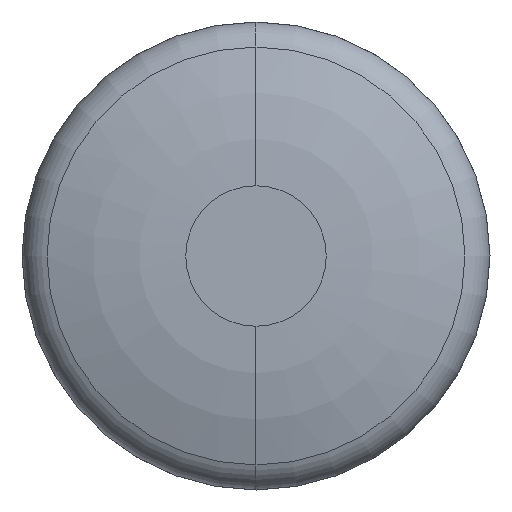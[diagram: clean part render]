
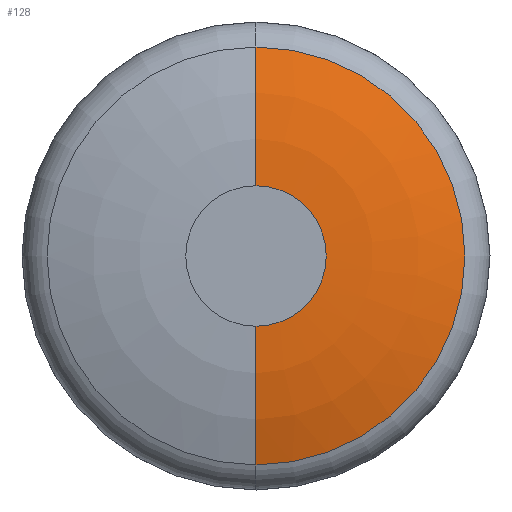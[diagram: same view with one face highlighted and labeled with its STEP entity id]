
A CAD part, front view. The second image highlights one B-rep face of the part: STEP entity #128.
In plain terms, the highlighted toroidal (fillet/blend) face has major radius 0.953 mm and minor radius 5.715 mm.
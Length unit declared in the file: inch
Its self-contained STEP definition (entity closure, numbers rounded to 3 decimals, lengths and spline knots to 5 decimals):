
#54 = CARTESIAN_POINT ( 'NONE',  ( 0., 0., -0.0375 ) ) ;
#93 = CARTESIAN_POINT ( 'NONE',  ( 0., 0.225, -0.0375 ) ) ;
#100 = DIRECTION ( 'NONE',  ( 1., 0., 0. ) ) ;
#106 = DIRECTION ( 'NONE',  ( 0., -1., 0. ) ) ;
#128 = ADVANCED_FACE ( 'NONE', ( #156 ), #270, .T. ) ;
#143 = CARTESIAN_POINT ( 'NONE',  ( 0., 0.225, 0.0375 ) ) ;
#144 = EDGE_CURVE ( 'NONE', #184, #327, #575, .T. ) ;
#152 = EDGE_CURVE ( 'NONE', #184, #433, #397, .T. ) ;
#156 = FACE_OUTER_BOUND ( 'NONE', #340, .T. ) ;
#160 = CARTESIAN_POINT ( 'NONE',  ( 0., 0.225, 0. ) ) ;
#179 = DIRECTION ( 'NONE',  ( 0., 0., -1. ) ) ;
#184 = VERTEX_POINT ( 'NONE', #516 ) ;
#204 = AXIS2_PLACEMENT_3D ( 'NONE', #93, #553, #451 ) ;
#214 = ORIENTED_EDGE ( 'NONE', *, *, #144, .T. ) ;
#226 = DIRECTION ( 'NONE',  ( 0., 0., -1. ) ) ;
#227 = AXIS2_PLACEMENT_3D ( 'NONE', #160, #106, #411 ) ;
#248 = CARTESIAN_POINT ( 'NONE',  ( 0., 0.01255, 0.11159 ) ) ;
#270 = TOROIDAL_SURFACE ( 'NONE', #227, 0.0375, 0.225 ) ;
#303 = CIRCLE ( 'NONE', #471, 0.225 ) ;
#327 = VERTEX_POINT ( 'NONE', #248 ) ;
#340 = EDGE_LOOP ( 'NONE', ( #214, #385, #492, #443 ) ) ;
#341 = DIRECTION ( 'NONE',  ( 0., -1., 0. ) ) ;
#385 = ORIENTED_EDGE ( 'NONE', *, *, #455, .T. ) ;
#387 = EDGE_CURVE ( 'NONE', #433, #545, #417, .T. ) ;
#395 = CARTESIAN_POINT ( 'NONE',  ( 0., 0., 0. ) ) ;
#397 = CIRCLE ( 'NONE', #204, 0.225 ) ;
#411 = DIRECTION ( 'NONE',  ( 0., 0., -1. ) ) ;
#417 = CIRCLE ( 'NONE', #518, 0.0375 ) ;
#433 = VERTEX_POINT ( 'NONE', #54 ) ;
#443 = ORIENTED_EDGE ( 'NONE', *, *, #152, .F. ) ;
#451 = DIRECTION ( 'NONE',  ( 0., 0., 1. ) ) ;
#455 = EDGE_CURVE ( 'NONE', #327, #545, #303, .T. ) ;
#456 = DIRECTION ( 'NONE',  ( 0., -1., 0. ) ) ;
#471 = AXIS2_PLACEMENT_3D ( 'NONE', #143, #100, #226 ) ;
#492 = ORIENTED_EDGE ( 'NONE', *, *, #387, .F. ) ;
#501 = DIRECTION ( 'NONE',  ( 0., 0., -1. ) ) ;
#505 = CARTESIAN_POINT ( 'NONE',  ( 0., 0.01255, 0. ) ) ;
#516 = CARTESIAN_POINT ( 'NONE',  ( 0., 0.01255, -0.11159 ) ) ;
#518 = AXIS2_PLACEMENT_3D ( 'NONE', #395, #341, #179 ) ;
#545 = VERTEX_POINT ( 'NONE', #562 ) ;
#553 = DIRECTION ( 'NONE',  ( -1., 0., 0. ) ) ;
#562 = CARTESIAN_POINT ( 'NONE',  ( 0., 0., 0.0375 ) ) ;
#566 = AXIS2_PLACEMENT_3D ( 'NONE', #505, #456, #501 ) ;
#575 = CIRCLE ( 'NONE', #566, 0.11159 ) ;
